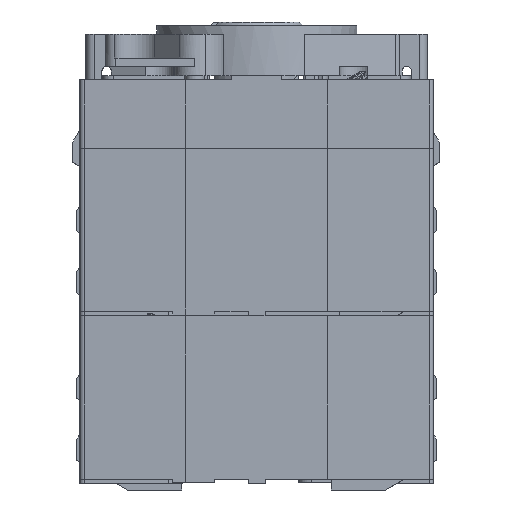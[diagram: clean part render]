
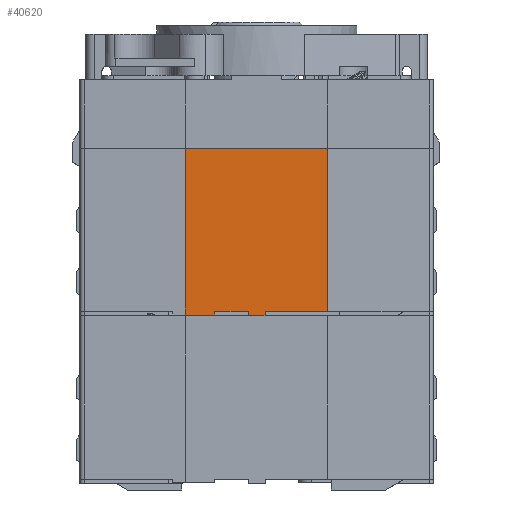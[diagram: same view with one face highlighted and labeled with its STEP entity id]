
A CAD part, front view. The second image highlights one B-rep face of the part: STEP entity #40620.
In plain terms, the highlighted planar face has unit normal (0, -1, 0).
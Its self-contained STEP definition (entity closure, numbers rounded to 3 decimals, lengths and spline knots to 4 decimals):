
#3006=FACE_OUTER_BOUND('',#5112,.T.);
#5112=EDGE_LOOP('',(#33767,#33768,#33769,#33770,#33771,#33772,#33773,#33774,
#33775,#33776));
#7800=LINE('',#63961,#12044);
#7933=LINE('',#64241,#12177);
#8638=LINE('',#66037,#12882);
#10063=LINE('',#75032,#14307);
#10110=LINE('',#75180,#14354);
#10221=LINE('',#75485,#14465);
#10243=LINE('',#75546,#14487);
#10256=LINE('',#75570,#14500);
#10257=LINE('',#75573,#14501);
#10259=LINE('',#75580,#14503);
#12044=VECTOR('',#46028,0.05);
#12177=VECTOR('',#46275,0.75);
#12882=VECTOR('',#47656,0.04);
#14307=VECTOR('',#51049,0.2);
#14354=VECTOR('',#51198,1.7);
#14465=VECTOR('',#51583,1.99);
#14487=VECTOR('',#51675,0.35);
#14500=VECTOR('',#51702,0.4);
#14501=VECTOR('',#51707,0.05);
#14503=VECTOR('',#51719,1.95);
#16574=VERTEX_POINT('',#63958);
#16575=VERTEX_POINT('',#63960);
#16665=VERTEX_POINT('',#64239);
#17302=VERTEX_POINT('',#66034);
#17303=VERTEX_POINT('',#66036);
#18230=VERTEX_POINT('',#74485);
#18383=VERTEX_POINT('',#75177);
#18384=VERTEX_POINT('',#75179);
#18441=VERTEX_POINT('',#75483);
#18449=VERTEX_POINT('',#75568);
#20747=EDGE_CURVE('',#16575,#16574,#7800,.T.);
#20895=EDGE_CURVE('',#16574,#16665,#7933,.T.);
#21754=EDGE_CURVE('',#17302,#17303,#8638,.T.);
#23607=EDGE_CURVE('',#18230,#16575,#10063,.T.);
#23675=EDGE_CURVE('',#18384,#18383,#10110,.T.);
#23841=EDGE_CURVE('',#18441,#18383,#10221,.T.);
#23863=EDGE_CURVE('',#18441,#17303,#10243,.T.);
#23876=EDGE_CURVE('',#17302,#18449,#10256,.T.);
#23877=EDGE_CURVE('',#18449,#18230,#10257,.T.);
#23879=EDGE_CURVE('',#16665,#18384,#10259,.T.);
#33767=ORIENTED_EDGE('',*,*,#23876,.T.);
#33768=ORIENTED_EDGE('',*,*,#23877,.T.);
#33769=ORIENTED_EDGE('',*,*,#23607,.T.);
#33770=ORIENTED_EDGE('',*,*,#20747,.T.);
#33771=ORIENTED_EDGE('',*,*,#20895,.T.);
#33772=ORIENTED_EDGE('',*,*,#23879,.T.);
#33773=ORIENTED_EDGE('',*,*,#23675,.T.);
#33774=ORIENTED_EDGE('',*,*,#23841,.F.);
#33775=ORIENTED_EDGE('',*,*,#23863,.T.);
#33776=ORIENTED_EDGE('',*,*,#21754,.F.);
#38882=PLANE('',#43309);
#40620=ADVANCED_FACE('',(#3006),#38882,.T.);
#43309=AXIS2_PLACEMENT_3D('',#75579,#51717,#51718);
#46028=DIRECTION('',(0.,0.,1.));
#46275=DIRECTION('',(1.,0.,0.));
#47656=DIRECTION('',(0.,0.,-1.));
#51049=DIRECTION('',(1.,0.,0.));
#51198=DIRECTION('',(-1.,0.,0.));
#51583=DIRECTION('',(0.,0.,1.));
#51675=DIRECTION('',(1.,0.,0.));
#51702=DIRECTION('',(1.,0.,0.));
#51707=DIRECTION('',(0.,0.,-1.));
#51717=DIRECTION('center_axis',(0.,-1.,0.));
#51718=DIRECTION('ref_axis',(0.,0.,
-1.));
#51719=DIRECTION('',(0.,0.,1.));
#63958=CARTESIAN_POINT('',(0.1,-1.3325,0.05));
#63960=CARTESIAN_POINT('',(0.1,-1.3325,0.));
#63961=CARTESIAN_POINT('',(0.1,-1.3325,0.));
#64239=CARTESIAN_POINT('',(0.85,-1.3325,0.05));
#64241=CARTESIAN_POINT('',(0.425,-1.3325,0.05));
#66034=CARTESIAN_POINT('',(-0.5,-1.3325,0.05));
#66036=CARTESIAN_POINT('',(-0.5,-1.3325,0.01));
#66037=CARTESIAN_POINT('',(-0.5,-1.3325,0.11));
#74485=CARTESIAN_POINT('',(-0.1,-1.3325,0.));
#75032=CARTESIAN_POINT('',(-0.85,-1.3325,0.));
#75177=CARTESIAN_POINT('',(-0.85,-1.3325,2.));
#75179=CARTESIAN_POINT('',(0.85,-1.3325,2.));
#75180=CARTESIAN_POINT('',(-0.85,-1.3325,2.));
#75483=CARTESIAN_POINT('',(-0.85,-1.3325,0.01));
#75485=CARTESIAN_POINT('',(-0.85,-1.3325,0.));
#75546=CARTESIAN_POINT('',(-0.85,-1.3325,0.01));
#75568=CARTESIAN_POINT('',(-0.1,-1.3325,0.05));
#75570=CARTESIAN_POINT('',(0.425,-1.3325,0.05));
#75573=CARTESIAN_POINT('',(-0.1,-1.3325,0.));
#75579=CARTESIAN_POINT('Origin',(0.85,-1.3325,0.));
#75580=CARTESIAN_POINT('',(0.85,-1.3325,0.));
